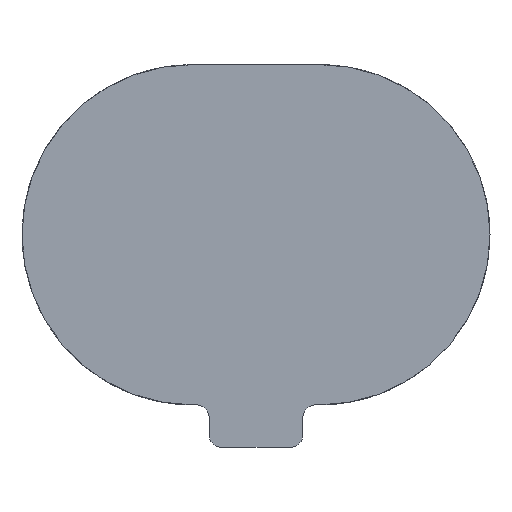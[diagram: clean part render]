
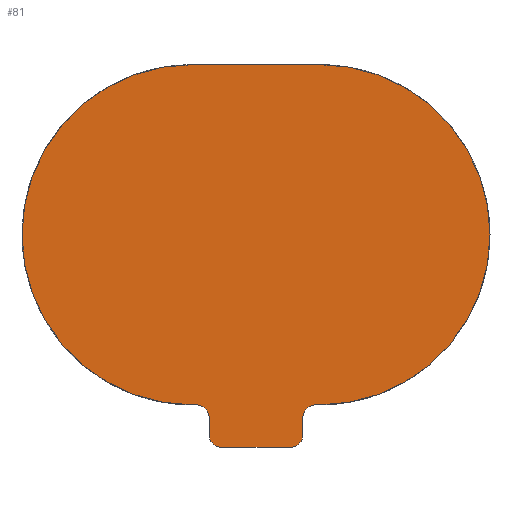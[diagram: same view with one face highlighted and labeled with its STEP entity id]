
A CAD part, front view. The second image highlights one B-rep face of the part: STEP entity #81.
In plain terms, the highlighted planar face has unit normal (0, -1, 0).
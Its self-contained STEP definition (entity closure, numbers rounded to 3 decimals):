
#24 = EDGE_CURVE ( 'NONE', #731, #743, #482, .T. ) ;
#45 = CARTESIAN_POINT ( 'NONE',  ( -1.4, 0., -3.995 ) ) ;
#60 = VECTOR ( 'NONE', #923, 1000. ) ;
#71 = CARTESIAN_POINT ( 'NONE',  ( -0.8, 0., -4.695 ) ) ;
#81 = ADVANCED_FACE ( 'NONE', ( #413 ), #407, .F. ) ;
#90 = DIRECTION ( 'NONE',  ( 0., 0., -1. ) ) ;
#118 = CARTESIAN_POINT ( 'NONE',  ( 1.1, 0., -4.695 ) ) ;
#128 = AXIS2_PLACEMENT_3D ( 'NONE', #871, #1440, #1566 ) ;
#165 = VECTOR ( 'NONE', #228, 1000. ) ;
#166 = ORIENTED_EDGE ( 'NONE', *, *, #1846, .T. ) ;
#174 = VERTEX_POINT ( 'NONE', #437 ) ;
#191 = DIRECTION ( 'NONE',  ( 0., 0., -1. ) ) ;
#227 = CARTESIAN_POINT ( 'NONE',  ( -0.8, 0., -4.995 ) ) ;
#228 = DIRECTION ( 'NONE',  ( 1., 0., 0. ) ) ;
#229 = AXIS2_PLACEMENT_3D ( 'NONE', #672, #1822, #768 ) ;
#245 = EDGE_CURVE ( 'NONE', #1475, #1236, #755, .T. ) ;
#261 = LINE ( 'NONE', #1261, #1449 ) ;
#279 = EDGE_CURVE ( 'NONE', #607, #174, #1062, .T. ) ;
#285 = CARTESIAN_POINT ( 'NONE',  ( -1.5, 0., -3.995 ) ) ;
#342 = EDGE_CURVE ( 'NONE', #668, #1803, #949, .T. ) ;
#349 = DIRECTION ( 'NONE',  ( 0., 0., 1. ) ) ;
#367 = VERTEX_POINT ( 'NONE', #1791 ) ;
#390 = CARTESIAN_POINT ( 'NONE',  ( 1.4, 0., -3.995 ) ) ;
#407 = PLANE ( 'NONE',  #128 ) ;
#413 = FACE_OUTER_BOUND ( 'NONE', #1061, .T. ) ;
#437 = CARTESIAN_POINT ( 'NONE',  ( -1.1, 0., -4.695 ) ) ;
#452 = CIRCLE ( 'NONE', #1756, 0.3 ) ;
#456 = VECTOR ( 'NONE', #191, 1000. ) ;
#482 = LINE ( 'NONE', #999, #544 ) ;
#502 = LINE ( 'NONE', #227, #60 ) ;
#540 = DIRECTION ( 'NONE',  ( 0., 0., -1. ) ) ;
#544 = VECTOR ( 'NONE', #1717, 1000. ) ;
#591 = DIRECTION ( 'NONE',  ( 0., -1., 0. ) ) ;
#595 = EDGE_CURVE ( 'NONE', #1803, #1475, #1040, .T. ) ;
#599 = ORIENTED_EDGE ( 'NONE', *, *, #595, .F. ) ;
#606 = EDGE_CURVE ( 'NONE', #367, #988, #452, .T. ) ;
#607 = VERTEX_POINT ( 'NONE', #1455 ) ;
#638 = DIRECTION ( 'NONE',  ( 0., -1., 0. ) ) ;
#668 = VERTEX_POINT ( 'NONE', #1186 ) ;
#672 = CARTESIAN_POINT ( 'NONE',  ( 1.5, 0., 0. ) ) ;
#689 = CIRCLE ( 'NONE', #746, 3.995 ) ;
#731 = VERTEX_POINT ( 'NONE', #45 ) ;
#743 = VERTEX_POINT ( 'NONE', #285 ) ;
#744 = CARTESIAN_POINT ( 'NONE',  ( 1.5, 0., -3.995 ) ) ;
#746 = AXIS2_PLACEMENT_3D ( 'NONE', #1217, #1785, #349 ) ;
#755 = LINE ( 'NONE', #744, #1549 ) ;
#768 = DIRECTION ( 'NONE',  ( 0., 0., 1. ) ) ;
#771 = AXIS2_PLACEMENT_3D ( 'NONE', #1377, #1682, #90 ) ;
#776 = CIRCLE ( 'NONE', #1433, 0.3 ) ;
#783 = CARTESIAN_POINT ( 'NONE',  ( -1.1, 0., -4.695 ) ) ;
#815 = EDGE_CURVE ( 'NONE', #743, #668, #689, .T. ) ;
#842 = DIRECTION ( 'NONE',  ( 0., 1., 0. ) ) ;
#869 = ORIENTED_EDGE ( 'NONE', *, *, #1570, .T. ) ;
#871 = CARTESIAN_POINT ( 'NONE',  ( 1.5, 0., 0. ) ) ;
#917 = VERTEX_POINT ( 'NONE', #1260 ) ;
#923 = DIRECTION ( 'NONE',  ( 1., 0., 0. ) ) ;
#942 = ORIENTED_EDGE ( 'NONE', *, *, #342, .F. ) ;
#949 = LINE ( 'NONE', #1627, #165 ) ;
#966 = ORIENTED_EDGE ( 'NONE', *, *, #1485, .T. ) ;
#988 = VERTEX_POINT ( 'NONE', #118 ) ;
#999 = CARTESIAN_POINT ( 'NONE',  ( 1.5, 0., -3.995 ) ) ;
#1020 = CARTESIAN_POINT ( 'NONE',  ( 0.8, 0., -4.695 ) ) ;
#1040 = CIRCLE ( 'NONE', #229, 3.995 ) ;
#1061 = EDGE_LOOP ( 'NONE', ( #599, #942, #1126, #1408, #1832, #1111, #869, #966, #1447, #166, #1769, #1296 ) ) ;
#1062 = LINE ( 'NONE', #783, #456 ) ;
#1111 = ORIENTED_EDGE ( 'NONE', *, *, #279, .T. ) ;
#1117 = CIRCLE ( 'NONE', #1853, 0.3 ) ;
#1126 = ORIENTED_EDGE ( 'NONE', *, *, #815, .F. ) ;
#1142 = CARTESIAN_POINT ( 'NONE',  ( -0.8, 0., -4.995 ) ) ;
#1151 = CARTESIAN_POINT ( 'NONE',  ( -1.4, 0., -4.295 ) ) ;
#1182 = DIRECTION ( 'NONE',  ( -1., 0., 0. ) ) ;
#1186 = CARTESIAN_POINT ( 'NONE',  ( -1.5, 0., 3.995 ) ) ;
#1194 = EDGE_CURVE ( 'NONE', #731, #607, #776, .T. ) ;
#1204 = CIRCLE ( 'NONE', #771, 0.3 ) ;
#1217 = CARTESIAN_POINT ( 'NONE',  ( -1.5, 0., 0. ) ) ;
#1236 = VERTEX_POINT ( 'NONE', #390 ) ;
#1260 = CARTESIAN_POINT ( 'NONE',  ( 1.1, 0., -4.295 ) ) ;
#1261 = CARTESIAN_POINT ( 'NONE',  ( 1.1, 0., -4.695 ) ) ;
#1296 = ORIENTED_EDGE ( 'NONE', *, *, #245, .F. ) ;
#1341 = CARTESIAN_POINT ( 'NONE',  ( 1.5, 0., 3.995 ) ) ;
#1366 = CARTESIAN_POINT ( 'NONE',  ( 1.5, 0., -3.995 ) ) ;
#1377 = CARTESIAN_POINT ( 'NONE',  ( 1.4, 0., -4.295 ) ) ;
#1408 = ORIENTED_EDGE ( 'NONE', *, *, #24, .F. ) ;
#1433 = AXIS2_PLACEMENT_3D ( 'NONE', #1151, #842, #540 ) ;
#1440 = DIRECTION ( 'NONE',  ( 0., 1., 0. ) ) ;
#1447 = ORIENTED_EDGE ( 'NONE', *, *, #606, .T. ) ;
#1449 = VECTOR ( 'NONE', #1836, 1000. ) ;
#1455 = CARTESIAN_POINT ( 'NONE',  ( -1.1, 0., -4.295 ) ) ;
#1475 = VERTEX_POINT ( 'NONE', #1366 ) ;
#1485 = EDGE_CURVE ( 'NONE', #1673, #367, #502, .T. ) ;
#1486 = EDGE_CURVE ( 'NONE', #917, #1236, #1204, .T. ) ;
#1549 = VECTOR ( 'NONE', #1182, 1000. ) ;
#1566 = DIRECTION ( 'NONE',  ( 0., 0., 1. ) ) ;
#1570 = EDGE_CURVE ( 'NONE', #174, #1673, #1117, .T. ) ;
#1627 = CARTESIAN_POINT ( 'NONE',  ( -1.5, 0., 3.995 ) ) ;
#1650 = DIRECTION ( 'NONE',  ( 0., 0., 1. ) ) ;
#1673 = VERTEX_POINT ( 'NONE', #1142 ) ;
#1682 = DIRECTION ( 'NONE',  ( 0., 1., 0. ) ) ;
#1717 = DIRECTION ( 'NONE',  ( -1., 0., 0. ) ) ;
#1727 = DIRECTION ( 'NONE',  ( 0., 0., -1. ) ) ;
#1756 = AXIS2_PLACEMENT_3D ( 'NONE', #1020, #591, #1727 ) ;
#1769 = ORIENTED_EDGE ( 'NONE', *, *, #1486, .T. ) ;
#1785 = DIRECTION ( 'NONE',  ( 0., 1., 0. ) ) ;
#1791 = CARTESIAN_POINT ( 'NONE',  ( 0.8, 0., -4.995 ) ) ;
#1803 = VERTEX_POINT ( 'NONE', #1341 ) ;
#1822 = DIRECTION ( 'NONE',  ( 0., 1., 0. ) ) ;
#1832 = ORIENTED_EDGE ( 'NONE', *, *, #1194, .T. ) ;
#1836 = DIRECTION ( 'NONE',  ( 0., 0., 1. ) ) ;
#1846 = EDGE_CURVE ( 'NONE', #988, #917, #261, .T. ) ;
#1853 = AXIS2_PLACEMENT_3D ( 'NONE', #71, #638, #1650 ) ;
